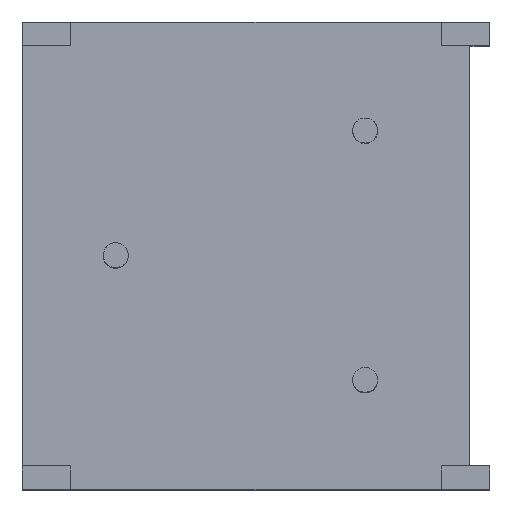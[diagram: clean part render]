
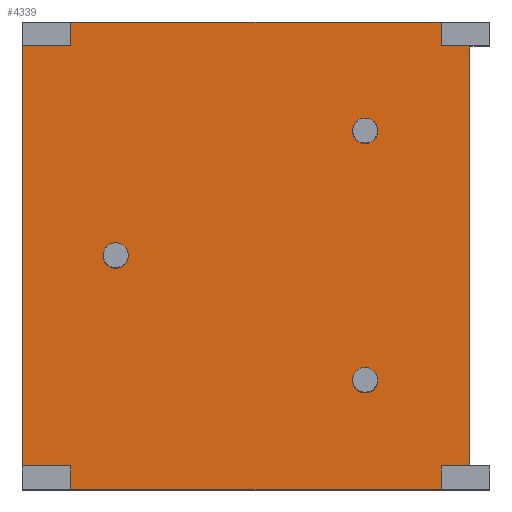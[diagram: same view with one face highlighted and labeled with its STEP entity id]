
A CAD part, top view. The second image highlights one B-rep face of the part: STEP entity #4339.
In plain terms, the highlighted free-form (B-spline) face has degree [1, 1] with [2, 2] control points.
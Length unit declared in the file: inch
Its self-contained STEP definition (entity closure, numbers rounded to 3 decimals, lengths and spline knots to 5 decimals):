
#16=DIRECTION('',(-1.,0.,0.));
#17=VECTOR('',#16,0.023);
#18=CARTESIAN_POINT('',(0.174,-0.1685,0.));
#19=LINE('',#18,#17);
#24=DIRECTION('',(0.,1.,0.));
#25=VECTOR('',#24,0.019);
#26=CARTESIAN_POINT('',(0.151,-0.1875,0.));
#27=LINE('',#26,#25);
#31=DIRECTION('',(0.,1.,0.));
#32=VECTOR('',#31,0.019);
#33=CARTESIAN_POINT('',(-0.146,-0.1875,0.));
#34=LINE('',#33,#32);
#38=DIRECTION('',(1.,0.,0.));
#39=VECTOR('',#38,0.039);
#40=CARTESIAN_POINT('',(-0.185,-0.1685,0.));
#41=LINE('',#40,#39);
#45=DIRECTION('',(0.,1.,0.));
#46=VECTOR('',#45,0.337);
#47=CARTESIAN_POINT('',(-0.185,-0.1685,0.));
#48=LINE('',#47,#46);
#52=DIRECTION('',(1.,0.,0.));
#53=VECTOR('',#52,0.039);
#54=CARTESIAN_POINT('',(-0.185,0.1685,0.));
#55=LINE('',#54,#53);
#59=DIRECTION('',(0.,-1.,0.));
#60=VECTOR('',#59,0.019);
#61=CARTESIAN_POINT('',(-0.146,0.1875,0.));
#62=LINE('',#61,#60);
#66=DIRECTION('',(0.,-1.,0.));
#67=VECTOR('',#66,0.019);
#68=CARTESIAN_POINT('',(0.151,0.1875,0.));
#69=LINE('',#68,#67);
#73=DIRECTION('',(-1.,0.,0.));
#74=VECTOR('',#73,0.023);
#75=CARTESIAN_POINT('',(0.174,0.1685,0.));
#76=LINE('',#75,#74);
#80=CARTESIAN_POINT('',(-0.11,0.,0.));
#81=DIRECTION('',(0.,0.,1.));
#82=DIRECTION('',(0.,1.,0.));
#83=AXIS2_PLACEMENT_3D('',#80,#81,#82);
#88=CARTESIAN_POINT('',(-0.11,0.,0.));
#89=DIRECTION('',(0.,0.,1.));
#90=DIRECTION('',(0.,-1.,0.));
#91=AXIS2_PLACEMENT_3D('',#88,#89,#90);
#96=CARTESIAN_POINT('',(0.09,0.1,0.));
#97=DIRECTION('',(0.,0.,1.));
#98=DIRECTION('',(0.,1.,0.));
#99=AXIS2_PLACEMENT_3D('',#96,#97,#98);
#104=CARTESIAN_POINT('',(0.09,0.1,0.));
#105=DIRECTION('',(0.,0.,1.));
#106=DIRECTION('',(0.,-1.,0.));
#107=AXIS2_PLACEMENT_3D('',#104,#105,#106);
#112=CARTESIAN_POINT('',(0.09,-0.1,0.));
#113=DIRECTION('',(0.,0.,1.));
#114=DIRECTION('',(0.,1.,0.));
#115=AXIS2_PLACEMENT_3D('',#112,#113,#114);
#120=CARTESIAN_POINT('',(0.09,-0.1,0.));
#121=DIRECTION('',(0.,0.,1.));
#122=DIRECTION('',(0.,-1.,0.));
#123=AXIS2_PLACEMENT_3D('',#120,#121,#122);
#128=DIRECTION('',(0.,1.,0.));
#129=VECTOR('',#128,0.337);
#130=CARTESIAN_POINT('',(0.174,-0.1685,0.));
#131=LINE('',#130,#129);
#170=DIRECTION('',(-1.,0.,0.));
#171=VECTOR('',#170,0.297);
#172=CARTESIAN_POINT('',(0.151,0.1875,0.));
#173=LINE('',#172,#171);
#254=DIRECTION('',(1.,0.,0.));
#255=VECTOR('',#254,0.297);
#256=CARTESIAN_POINT('',(-0.146,-0.1875,0.));
#257=LINE('',#256,#255);
#3702=CARTESIAN_POINT('',(0.151,0.1875,0.));
#3703=CARTESIAN_POINT('',(0.151,0.1685,0.));
#3704=VERTEX_POINT('',#3702);
#3705=VERTEX_POINT('',#3703);
#3706=CARTESIAN_POINT('',(0.174,0.1685,0.));
#3707=VERTEX_POINT('',#3706);
#3708=CARTESIAN_POINT('',(-0.146,0.1875,0.));
#3709=CARTESIAN_POINT('',(-0.146,0.1685,0.));
#3710=VERTEX_POINT('',#3708);
#3711=VERTEX_POINT('',#3709);
#3712=CARTESIAN_POINT('',(-0.185,0.1685,0.));
#3713=VERTEX_POINT('',#3712);
#3714=CARTESIAN_POINT('',(-0.146,-0.1875,0.));
#3715=CARTESIAN_POINT('',(-0.146,-0.1685,0.));
#3716=VERTEX_POINT('',#3714);
#3717=VERTEX_POINT('',#3715);
#3718=CARTESIAN_POINT('',(-0.185,-0.1685,0.));
#3719=VERTEX_POINT('',#3718);
#3720=CARTESIAN_POINT('',(0.151,-0.1875,0.));
#3721=CARTESIAN_POINT('',(0.151,-0.1685,0.));
#3722=VERTEX_POINT('',#3720);
#3723=VERTEX_POINT('',#3721);
#3724=CARTESIAN_POINT('',(0.174,-0.1685,0.));
#3725=VERTEX_POINT('',#3724);
#4278=CARTESIAN_POINT('',(-0.11,0.01,0.));
#4279=CARTESIAN_POINT('',(-0.11,-0.01,0.));
#4280=VERTEX_POINT('',#4278);
#4281=VERTEX_POINT('',#4279);
#4282=CARTESIAN_POINT('',(0.09,0.11,0.));
#4283=CARTESIAN_POINT('',(0.09,0.09,0.));
#4284=VERTEX_POINT('',#4282);
#4285=VERTEX_POINT('',#4283);
#4286=CARTESIAN_POINT('',(0.09,-0.09,0.));
#4287=CARTESIAN_POINT('',(0.09,-0.11,0.));
#4288=VERTEX_POINT('',#4286);
#4289=VERTEX_POINT('',#4287);
#4290=CARTESIAN_POINT('',(-0.19218,0.195,0.));
#4291=CARTESIAN_POINT('',(-0.19218,-0.195,0.));
#4292=CARTESIAN_POINT('',(0.18118,0.195,0.));
#4293=CARTESIAN_POINT('',(0.18118,-0.195,0.));
#4294=B_SPLINE_SURFACE_WITH_KNOTS('',1,1,((#4290,#4291),(#4292,#4293)),
.UNSPECIFIED.,.F.,.F.,.F.,(2,2),(2,2),(-0.19218,0.18118),(-0.195,0.195),
.UNSPECIFIED.);
#4296=ORIENTED_EDGE('',*,*,#4295,.F.);
#4298=ORIENTED_EDGE('',*,*,#4297,.T.);
#4300=ORIENTED_EDGE('',*,*,#4299,.F.);
#4302=ORIENTED_EDGE('',*,*,#4301,.F.);
#4304=ORIENTED_EDGE('',*,*,#4303,.T.);
#4306=ORIENTED_EDGE('',*,*,#4305,.F.);
#4308=ORIENTED_EDGE('',*,*,#4307,.T.);
#4310=ORIENTED_EDGE('',*,*,#4309,.T.);
#4312=ORIENTED_EDGE('',*,*,#4311,.F.);
#4314=ORIENTED_EDGE('',*,*,#4313,.F.);
#4316=ORIENTED_EDGE('',*,*,#4315,.T.);
#4318=ORIENTED_EDGE('',*,*,#4317,.F.);
#4319=EDGE_LOOP('',(#4296,#4298,#4300,#4302,#4304,#4306,#4308,#4310,#4312,#4314,
#4316,#4318));
#4320=FACE_OUTER_BOUND('',#4319,.F.);
#4322=ORIENTED_EDGE('',*,*,#4321,.T.);
#4324=ORIENTED_EDGE('',*,*,#4323,.T.);
#4325=EDGE_LOOP('',(#4322,#4324));
#4326=FACE_BOUND('',#4325,.F.);
#4328=ORIENTED_EDGE('',*,*,#4327,.T.);
#4330=ORIENTED_EDGE('',*,*,#4329,.T.);
#4331=EDGE_LOOP('',(#4328,#4330));
#4332=FACE_BOUND('',#4331,.F.);
#4334=ORIENTED_EDGE('',*,*,#4333,.T.);
#4336=ORIENTED_EDGE('',*,*,#4335,.T.);
#4337=EDGE_LOOP('',(#4334,#4336));
#4338=FACE_BOUND('',#4337,.F.);
#4339=ADVANCED_FACE('',(#4320,#4326,#4332,#4338),#4294,.F.);
#84=CIRCLE('',#83,0.01);
#92=CIRCLE('',#91,0.01);
#100=CIRCLE('',#99,0.01);
#108=CIRCLE('',#107,0.01);
#116=CIRCLE('',#115,0.01);
#124=CIRCLE('',#123,0.01);
#4295=EDGE_CURVE('',#3725,#3707,#131,.T.);
#4297=EDGE_CURVE('',#3725,#3723,#19,.T.);
#4299=EDGE_CURVE('',#3722,#3723,#27,.T.);
#4301=EDGE_CURVE('',#3716,#3722,#257,.T.);
#4303=EDGE_CURVE('',#3716,#3717,#34,.T.);
#4305=EDGE_CURVE('',#3719,#3717,#41,.T.);
#4307=EDGE_CURVE('',#3719,#3713,#48,.T.);
#4309=EDGE_CURVE('',#3713,#3711,#55,.T.);
#4311=EDGE_CURVE('',#3710,#3711,#62,.T.);
#4313=EDGE_CURVE('',#3704,#3710,#173,.T.);
#4315=EDGE_CURVE('',#3704,#3705,#69,.T.);
#4317=EDGE_CURVE('',#3707,#3705,#76,.T.);
#4321=EDGE_CURVE('',#4280,#4281,#84,.T.);
#4323=EDGE_CURVE('',#4281,#4280,#92,.T.);
#4327=EDGE_CURVE('',#4284,#4285,#100,.T.);
#4329=EDGE_CURVE('',#4285,#4284,#108,.T.);
#4333=EDGE_CURVE('',#4288,#4289,#116,.T.);
#4335=EDGE_CURVE('',#4289,#4288,#124,.T.);
